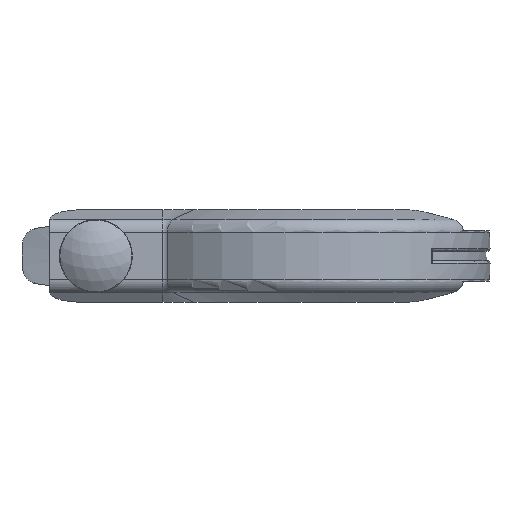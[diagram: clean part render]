
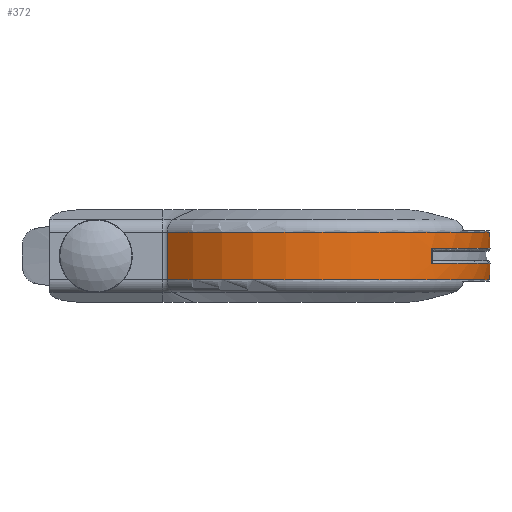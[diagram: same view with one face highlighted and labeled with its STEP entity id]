
A CAD part, front view. The second image highlights one B-rep face of the part: STEP entity #372.
In plain terms, the highlighted cylindrical face has radius 30.5 mm (diameter 61 mm), a partial arc.
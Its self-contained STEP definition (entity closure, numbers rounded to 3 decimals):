
#15 = ORIENTED_EDGE ( 'NONE', *, *, #4929, .T. ) ;
#169 = VECTOR ( 'NONE', #10094, 1000. ) ;
#306 = CIRCLE ( 'NONE', #9177, 30.5 ) ;
#329 = DIRECTION ( 'NONE',  ( -1., 0., 0. ) ) ;
#372 = ADVANCED_FACE ( 'NONE', ( #1149, #3658 ), #12359, .T. ) ;
#668 = ORIENTED_EDGE ( 'NONE', *, *, #11857, .T. ) ;
#780 = ORIENTED_EDGE ( 'NONE', *, *, #3729, .T. ) ;
#1149 = FACE_BOUND ( 'NONE', #8167, .T. ) ;
#1309 = DIRECTION ( 'NONE',  ( 0., 0., 1. ) ) ;
#1372 = DIRECTION ( 'NONE',  ( -1., 0., 0. ) ) ;
#1389 = DIRECTION ( 'NONE',  ( 0., 0., 1. ) ) ;
#1605 = VECTOR ( 'NONE', #5068, 1000. ) ;
#1869 = CARTESIAN_POINT ( 'NONE',  ( -20.84, 22.27, 3.782 ) ) ;
#2285 = CIRCLE ( 'NONE', #3295, 30.5 ) ;
#2370 = CARTESIAN_POINT ( 'NONE',  ( 0., 0., 3.782 ) ) ;
#2657 = CARTESIAN_POINT ( 'NONE',  ( 0., 0., 1.25 ) ) ;
#2897 = ORIENTED_EDGE ( 'NONE', *, *, #10666, .T. ) ;
#3208 = AXIS2_PLACEMENT_3D ( 'NONE', #12390, #1309, #4337 ) ;
#3295 = AXIS2_PLACEMENT_3D ( 'NONE', #2657, #8739, #9714 ) ;
#3416 = CARTESIAN_POINT ( 'NONE',  ( 0., 0., -1.25 ) ) ;
#3650 = AXIS2_PLACEMENT_3D ( 'NONE', #3416, #10381, #329 ) ;
#3658 = FACE_OUTER_BOUND ( 'NONE', #6314, .T. ) ;
#3694 = VERTEX_POINT ( 'NONE', #7676 ) ;
#3729 = EDGE_CURVE ( 'NONE', #6952, #5320, #2285, .T. ) ;
#4269 = DIRECTION ( 'NONE',  ( 0., 0., -1. ) ) ;
#4337 = DIRECTION ( 'NONE',  ( -1., 0., 0. ) ) ;
#4583 = VERTEX_POINT ( 'NONE', #11097 ) ;
#4929 = EDGE_CURVE ( 'NONE', #11879, #3694, #12884, .T. ) ;
#5068 = DIRECTION ( 'NONE',  ( 0., 0., -1. ) ) ;
#5320 = VERTEX_POINT ( 'NONE', #8693 ) ;
#6160 = VERTEX_POINT ( 'NONE', #6402 ) ;
#6314 = EDGE_LOOP ( 'NONE', ( #11885, #7603, #9327, #2897 ) ) ;
#6402 = CARTESIAN_POINT ( 'NONE',  ( -20.84, 22.27, -3.782 ) ) ;
#6413 = CARTESIAN_POINT ( 'NONE',  ( 21.204, -21.923, 0. ) ) ;
#6845 = CARTESIAN_POINT ( 'NONE',  ( -20.84, -22.27, 0. ) ) ;
#6952 = VERTEX_POINT ( 'NONE', #6964 ) ;
#6959 = EDGE_CURVE ( 'NONE', #4583, #8046, #8206, .T. ) ;
#6964 = CARTESIAN_POINT ( 'NONE',  ( 21.204, -21.923, 1.25 ) ) ;
#7603 = ORIENTED_EDGE ( 'NONE', *, *, #6959, .T. ) ;
#7676 = CARTESIAN_POINT ( 'NONE',  ( 21.204, -21.923, -1.25 ) ) ;
#7878 = AXIS2_PLACEMENT_3D ( 'NONE', #9838, #8952, #10857 ) ;
#8046 = VERTEX_POINT ( 'NONE', #11790 ) ;
#8167 = EDGE_LOOP ( 'NONE', ( #780, #12356, #15, #668 ) ) ;
#8206 = LINE ( 'NONE', #6845, #169 ) ;
#8548 = VERTEX_POINT ( 'NONE', #1869 ) ;
#8693 = CARTESIAN_POINT ( 'NONE',  ( 21.204, 21.923, 1.25 ) ) ;
#8739 = DIRECTION ( 'NONE',  ( 0., 0., 1. ) ) ;
#8952 = DIRECTION ( 'NONE',  ( 0., 0., -1. ) ) ;
#9176 = LINE ( 'NONE', #12868, #12187 ) ;
#9177 = AXIS2_PLACEMENT_3D ( 'NONE', #2370, #4269, #1372 ) ;
#9327 = ORIENTED_EDGE ( 'NONE', *, *, #10236, .T. ) ;
#9714 = DIRECTION ( 'NONE',  ( -1., 0., 0. ) ) ;
#9783 = LINE ( 'NONE', #6413, #10567 ) ;
#9838 = CARTESIAN_POINT ( 'NONE',  ( 0., 0., 0. ) ) ;
#10094 = DIRECTION ( 'NONE',  ( 0., 0., -1. ) ) ;
#10236 = EDGE_CURVE ( 'NONE', #8046, #6160, #11241, .T. ) ;
#10273 = CARTESIAN_POINT ( 'NONE',  ( 21.204, 21.923, 0. ) ) ;
#10381 = DIRECTION ( 'NONE',  ( 0., 0., -1. ) ) ;
#10469 = CARTESIAN_POINT ( 'NONE',  ( 21.204, 21.923, -1.25 ) ) ;
#10567 = VECTOR ( 'NONE', #1389, 1000. ) ;
#10666 = EDGE_CURVE ( 'NONE', #6160, #8548, #9176, .T. ) ;
#10857 = DIRECTION ( 'NONE',  ( -1., 0., 0. ) ) ;
#11097 = CARTESIAN_POINT ( 'NONE',  ( -20.84, -22.27, 3.782 ) ) ;
#11175 = EDGE_CURVE ( 'NONE', #5320, #11879, #12342, .T. ) ;
#11241 = CIRCLE ( 'NONE', #3208, 30.5 ) ;
#11790 = CARTESIAN_POINT ( 'NONE',  ( -20.84, -22.27, -3.782 ) ) ;
#11857 = EDGE_CURVE ( 'NONE', #3694, #6952, #9783, .T. ) ;
#11879 = VERTEX_POINT ( 'NONE', #10469 ) ;
#11885 = ORIENTED_EDGE ( 'NONE', *, *, #13061, .T. ) ;
#12187 = VECTOR ( 'NONE', #12952, 1000. ) ;
#12342 = LINE ( 'NONE', #10273, #1605 ) ;
#12356 = ORIENTED_EDGE ( 'NONE', *, *, #11175, .T. ) ;
#12359 = CYLINDRICAL_SURFACE ( 'NONE', #7878, 30.5 ) ;
#12390 = CARTESIAN_POINT ( 'NONE',  ( 0., 0., -3.782 ) ) ;
#12868 = CARTESIAN_POINT ( 'NONE',  ( -20.84, 22.27, 0. ) ) ;
#12884 = CIRCLE ( 'NONE', #3650, 30.5 ) ;
#12952 = DIRECTION ( 'NONE',  ( 0., 0., 1. ) ) ;
#13061 = EDGE_CURVE ( 'NONE', #8548, #4583, #306, .T. ) ;
